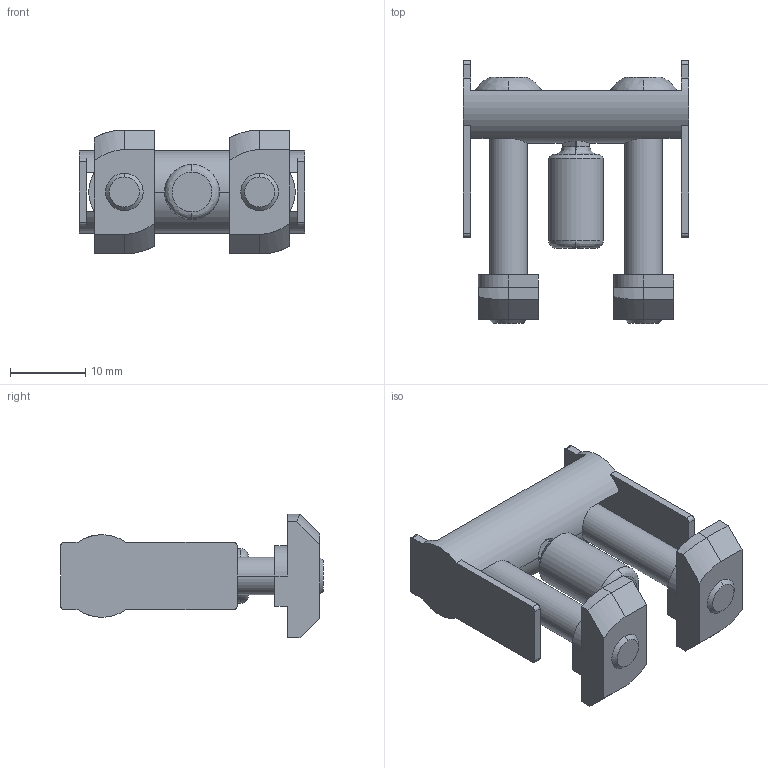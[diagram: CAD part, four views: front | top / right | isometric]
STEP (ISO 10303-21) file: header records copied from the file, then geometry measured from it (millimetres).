
FILE_DESCRIPTION (( 'STEP AP203' ), '1' );
FILE_NAME ('3_842_535_583_Bosch.step', '2024-06-04T13:15:50', ( '' ), ( '' ), 'SwSTEP 2.0', 'SolidWorks 2014', '' );
FILE_SCHEMA (( 'CONFIG_CONTROL_DESIGN' ));
Length unit declared in the file: millimetre
Products named in the file (1): 3_842_535_583_Bosch
Bounding box: 30 x 35 x 16.5 mm (x, y, z)
Volume: 4547 mm3; surface area: 4274.4 mm2
Topology: 1 solids, 1 shells, 143 faces, 396 edges, 253 vertices
Faces by surface type: plane 78, cylinder 47, bspline 12, cone 6
Entity records: 5019 total; most frequent: CARTESIAN_POINT 1300, ORIENTED_EDGE 792, DIRECTION 747, EDGE_CURVE 396, AXIS2_PLACEMENT_3D 256, VERTEX_POINT 253, LINE 235, VECTOR 235
